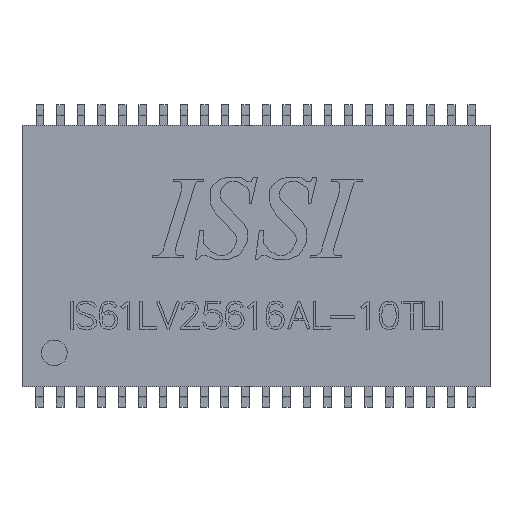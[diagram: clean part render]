
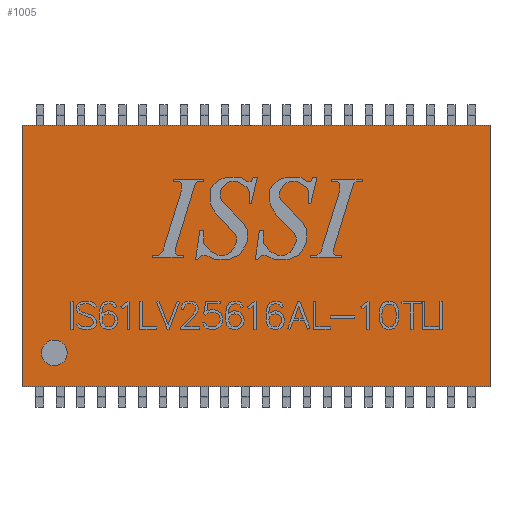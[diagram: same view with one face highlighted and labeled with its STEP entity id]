
A CAD part, top view. The second image highlights one B-rep face of the part: STEP entity #1005.
In plain terms, the highlighted planar face has unit normal (0, 0, 1).
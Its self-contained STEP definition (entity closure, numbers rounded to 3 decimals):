
#929 = EDGE_LOOP ( 'NONE', ( #935, #1001, #1000, #993 ) ) ;
#935 = ORIENTED_EDGE ( 'NONE', *, *, #1004, .F. ) ;
#992 = VERTEX_POINT ( 'NONE', #7635 ) ;
#993 = ORIENTED_EDGE ( 'NONE', *, *, #994, .F. ) ;
#994 = EDGE_CURVE ( 'NONE', #1002, #992, #7634, .T. ) ;
#995 = EDGE_CURVE ( 'NONE', #992, #997, #7630, .T. ) ;
#996 = EDGE_CURVE ( 'NONE', #997, #1003, #7688, .T. ) ;
#997 = VERTEX_POINT ( 'NONE', #7684 ) ;
#1000 = ORIENTED_EDGE ( 'NONE', *, *, #995, .F. ) ;
#1001 = ORIENTED_EDGE ( 'NONE', *, *, #996, .F. ) ;
#1002 = VERTEX_POINT ( 'NONE', #7677 ) ;
#1003 = VERTEX_POINT ( 'NONE', #7676 ) ;
#1004 = EDGE_CURVE ( 'NONE', #1003, #1002, #7675, .T. ) ;
#1005 = ADVANCED_FACE ( 'NONE', ( #7671 ), #7670, .T. ) ;
#7627 = DIRECTION ( 'NONE',  ( -1., 0., 0. ) ) ;
#7628 = VECTOR ( 'NONE', #7627, 1000. ) ;
#7629 = CARTESIAN_POINT ( 'NONE',  ( 9.105, -5.08, 1.2 ) ) ;
#7630 = LINE ( 'NONE', #7629, #7628 ) ;
#7631 = DIRECTION ( 'NONE',  ( 0., -1., 0. ) ) ;
#7632 = VECTOR ( 'NONE', #7631, 1000. ) ;
#7633 = CARTESIAN_POINT ( 'NONE',  ( 9.105, 5.08, 1.2 ) ) ;
#7634 = LINE ( 'NONE', #7633, #7632 ) ;
#7635 = CARTESIAN_POINT ( 'NONE',  ( 9.105, -5.08, 1.2 ) ) ;
#7665 = DIRECTION ( 'NONE',  ( 1., 0., 0. ) ) ;
#7666 = DIRECTION ( 'NONE',  ( 0., 0., 1. ) ) ;
#7667 = CARTESIAN_POINT ( 'NONE',  ( -9.105, -5.08, 1.2 ) ) ;
#7669 = AXIS2_PLACEMENT_3D ( 'NONE', #7667, #7666, #7665 ) ;
#7670 = PLANE ( 'NONE',  #7669 ) ;
#7671 = FACE_OUTER_BOUND ( 'NONE', #929, .T. ) ;
#7672 = DIRECTION ( 'NONE',  ( 1., 0., 0. ) ) ;
#7673 = VECTOR ( 'NONE', #7672, 1000. ) ;
#7674 = CARTESIAN_POINT ( 'NONE',  ( -9.105, 5.08, 1.2 ) ) ;
#7675 = LINE ( 'NONE', #7674, #7673 ) ;
#7676 = CARTESIAN_POINT ( 'NONE',  ( -9.105, 5.08, 1.2 ) ) ;
#7677 = CARTESIAN_POINT ( 'NONE',  ( 9.105, 5.08, 1.2 ) ) ;
#7684 = CARTESIAN_POINT ( 'NONE',  ( -9.105, -5.08, 1.2 ) ) ;
#7685 = DIRECTION ( 'NONE',  ( 0., 1., 0. ) ) ;
#7686 = VECTOR ( 'NONE', #7685, 1000. ) ;
#7687 = CARTESIAN_POINT ( 'NONE',  ( -9.105, -5.08, 1.2 ) ) ;
#7688 = LINE ( 'NONE', #7687, #7686 ) ;
